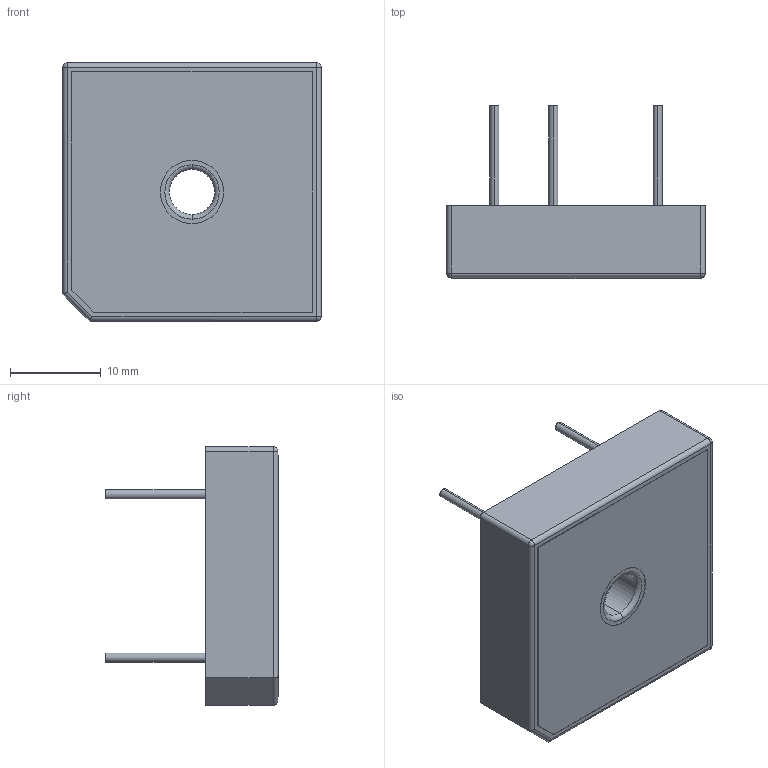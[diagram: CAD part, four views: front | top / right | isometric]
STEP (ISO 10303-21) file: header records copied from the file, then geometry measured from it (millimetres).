
FILE_DESCRIPTION (( 'STEP AP214' ), '1' );
FILE_NAME ('User Library-FAGOR-FB510-L.STEP', '2012-03-24T15:02:00', ( 'sysAdmin' ), ( 'SolidWorks' ), 'SwSTEP 2.0', 'SolidWorks 2012', '' );
FILE_SCHEMA (( 'AUTOMOTIVE_DESIGN' ));
Length unit declared in the file: millimetre
Products named in the file (1): User Library-FAGOR-FB510-L
Bounding box: 28.5 x 19.05 x 28.5 mm (x, y, z)
Volume: 5712.3 mm3; surface area: 2826.9 mm2
Topology: 1 solids, 1 shells, 77 faces, 178 edges, 110 vertices
Faces by surface type: plane 43, cylinder 27, torus 4, sphere 3
Entity records: 2593 total; most frequent: CARTESIAN_POINT 384, DIRECTION 372, ORIENTED_EDGE 350, EDGE_CURVE 175, AXIS2_PLACEMENT_3D 126, LINE 120, VECTOR 120, VERTEX_POINT 110
